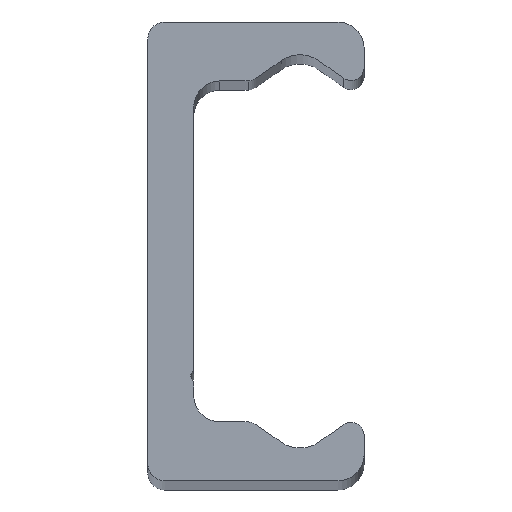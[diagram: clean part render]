
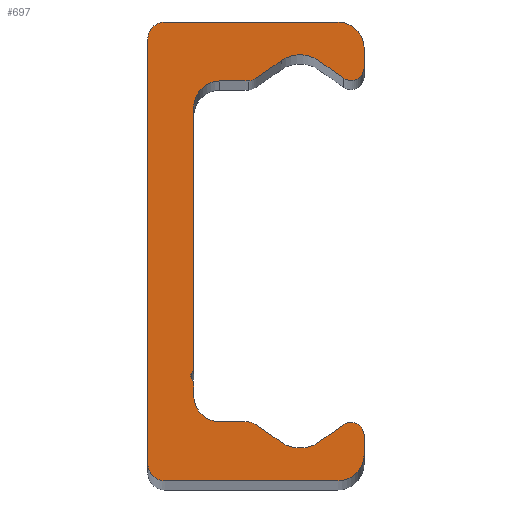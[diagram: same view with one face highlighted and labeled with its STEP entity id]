
A CAD part, top view. The second image highlights one B-rep face of the part: STEP entity #697.
In plain terms, the highlighted planar face has unit normal (0, 0, 1).
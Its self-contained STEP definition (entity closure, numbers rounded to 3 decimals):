
#34=VECTOR('',#829,1.);
#39=VECTOR('',#841,1.);
#43=VECTOR('',#852,1.);
#47=VECTOR('',#863,1.);
#51=VECTOR('',#874,1.);
#55=VECTOR('',#885,1.);
#59=VECTOR('',#896,1.);
#63=VECTOR('',#907,1.);
#67=VECTOR('',#918,1.);
#71=VECTOR('',#929,1.);
#75=VECTOR('',#940,1.);
#79=VECTOR('',#951,1.);
#83=VECTOR('',#962,1.);
#86=LINE('',#1014,#34);
#91=LINE('',#1029,#39);
#95=LINE('',#1041,#43);
#99=LINE('',#1053,#47);
#103=LINE('',#1065,#51);
#107=LINE('',#1077,#55);
#111=LINE('',#1089,#59);
#115=LINE('',#1101,#63);
#119=LINE('',#1113,#67);
#123=LINE('',#1125,#71);
#127=LINE('',#1137,#75);
#131=LINE('',#1149,#79);
#135=LINE('',#1161,#83);
#151=PLANE('',#776);
#173=VERTEX_POINT('',#1015);
#174=VERTEX_POINT('',#1016);
#177=VERTEX_POINT('',#1024);
#179=VERTEX_POINT('',#1030);
#181=VERTEX_POINT('',#1036);
#183=VERTEX_POINT('',#1042);
#185=VERTEX_POINT('',#1048);
#187=VERTEX_POINT('',#1054);
#189=VERTEX_POINT('',#1060);
#191=VERTEX_POINT('',#1066);
#193=VERTEX_POINT('',#1072);
#195=VERTEX_POINT('',#1078);
#197=VERTEX_POINT('',#1084);
#199=VERTEX_POINT('',#1090);
#201=VERTEX_POINT('',#1096);
#203=VERTEX_POINT('',#1102);
#205=VERTEX_POINT('',#1108);
#207=VERTEX_POINT('',#1114);
#209=VERTEX_POINT('',#1120);
#211=VERTEX_POINT('',#1126);
#213=VERTEX_POINT('',#1132);
#215=VERTEX_POINT('',#1138);
#217=VERTEX_POINT('',#1144);
#219=VERTEX_POINT('',#1150);
#221=VERTEX_POINT('',#1156);
#223=VERTEX_POINT('',#1162);
#240=CIRCLE('',#726,2.);
#242=CIRCLE('',#730,1.);
#244=CIRCLE('',#734,2.5);
#246=CIRCLE('',#738,1.);
#248=CIRCLE('',#742,2.);
#250=CIRCLE('',#746,0.5);
#252=CIRCLE('',#750,2.);
#254=CIRCLE('',#754,1.);
#256=CIRCLE('',#758,2.5);
#258=CIRCLE('',#762,1.);
#260=CIRCLE('',#766,2.);
#262=CIRCLE('',#770,1.3);
#264=CIRCLE('',#774,1.3);
#281=EDGE_CURVE('',#173,#174,#86,.T.);
#285=EDGE_CURVE('',#174,#177,#240,.T.);
#288=EDGE_CURVE('',#177,#179,#91,.T.);
#291=EDGE_CURVE('',#179,#181,#242,.T.);
#294=EDGE_CURVE('',#181,#183,#95,.T.);
#297=EDGE_CURVE('',#183,#185,#244,.T.);
#300=EDGE_CURVE('',#185,#187,#99,.T.);
#303=EDGE_CURVE('',#187,#189,#246,.T.);
#306=EDGE_CURVE('',#189,#191,#103,.T.);
#309=EDGE_CURVE('',#191,#193,#248,.T.);
#312=EDGE_CURVE('',#193,#195,#107,.T.);
#315=EDGE_CURVE('',#195,#197,#250,.T.);
#318=EDGE_CURVE('',#197,#199,#111,.T.);
#321=EDGE_CURVE('',#199,#201,#252,.T.);
#324=EDGE_CURVE('',#201,#203,#115,.T.);
#327=EDGE_CURVE('',#203,#205,#254,.T.);
#330=EDGE_CURVE('',#205,#207,#119,.T.);
#333=EDGE_CURVE('',#207,#209,#256,.T.);
#336=EDGE_CURVE('',#209,#211,#123,.T.);
#339=EDGE_CURVE('',#211,#213,#258,.T.);
#342=EDGE_CURVE('',#213,#215,#127,.T.);
#345=EDGE_CURVE('',#215,#217,#260,.T.);
#348=EDGE_CURVE('',#217,#219,#131,.T.);
#351=EDGE_CURVE('',#219,#221,#262,.T.);
#354=EDGE_CURVE('',#221,#223,#135,.T.);
#357=EDGE_CURVE('',#223,#173,#264,.T.);
#493=ORIENTED_EDGE('',*,*,#281,.F.);
#494=ORIENTED_EDGE('',*,*,#357,.F.);
#495=ORIENTED_EDGE('',*,*,#354,.F.);
#496=ORIENTED_EDGE('',*,*,#351,.F.);
#497=ORIENTED_EDGE('',*,*,#348,.F.);
#498=ORIENTED_EDGE('',*,*,#345,.F.);
#499=ORIENTED_EDGE('',*,*,#342,.F.);
#500=ORIENTED_EDGE('',*,*,#339,.F.);
#501=ORIENTED_EDGE('',*,*,#336,.F.);
#502=ORIENTED_EDGE('',*,*,#333,.F.);
#503=ORIENTED_EDGE('',*,*,#330,.F.);
#504=ORIENTED_EDGE('',*,*,#327,.F.);
#505=ORIENTED_EDGE('',*,*,#324,.F.);
#506=ORIENTED_EDGE('',*,*,#321,.F.);
#507=ORIENTED_EDGE('',*,*,#318,.F.);
#508=ORIENTED_EDGE('',*,*,#315,.F.);
#509=ORIENTED_EDGE('',*,*,#312,.F.);
#510=ORIENTED_EDGE('',*,*,#309,.F.);
#511=ORIENTED_EDGE('',*,*,#306,.F.);
#512=ORIENTED_EDGE('',*,*,#303,.F.);
#513=ORIENTED_EDGE('',*,*,#300,.F.);
#514=ORIENTED_EDGE('',*,*,#297,.F.);
#515=ORIENTED_EDGE('',*,*,#294,.F.);
#516=ORIENTED_EDGE('',*,*,#291,.F.);
#517=ORIENTED_EDGE('',*,*,#288,.F.);
#518=ORIENTED_EDGE('',*,*,#285,.F.);
#601=EDGE_LOOP('',(#493,#494,#495,#496,#497,#498,#499,#500,#501,#502,#503,
#504,#505,#506,#507,#508,#509,#510,#511,#512,#513,#514,#515,#516,#517,#518));
#659=FACE_BOUND('',#601,.T.);
#697=ADVANCED_FACE('',(#659),#151,.T.);
#726=AXIS2_PLACEMENT_3D('',#1023,#835,#836);
#730=AXIS2_PLACEMENT_3D('',#1035,#846,#847);
#734=AXIS2_PLACEMENT_3D('',#1047,#857,#858);
#738=AXIS2_PLACEMENT_3D('',#1059,#868,#869);
#742=AXIS2_PLACEMENT_3D('',#1071,#879,#880);
#746=AXIS2_PLACEMENT_3D('',#1083,#890,#891);
#750=AXIS2_PLACEMENT_3D('',#1095,#901,#902);
#754=AXIS2_PLACEMENT_3D('',#1107,#912,#913);
#758=AXIS2_PLACEMENT_3D('',#1119,#923,#924);
#762=AXIS2_PLACEMENT_3D('',#1131,#934,#935);
#766=AXIS2_PLACEMENT_3D('',#1143,#945,#946);
#770=AXIS2_PLACEMENT_3D('',#1155,#956,#957);
#774=AXIS2_PLACEMENT_3D('',#1167,#967,#968);
#776=AXIS2_PLACEMENT_3D('',#1169,#971,$);
#829=DIRECTION('',(1.,0.,0.));
#835=DIRECTION('',(0.,0.,-1.));
#836=DIRECTION('',(2.,0.,0.));
#841=DIRECTION('',(0.,-1.,0.));
#846=DIRECTION('',(0.,0.,-1.));
#847=DIRECTION('',(1.,0.,0.));
#852=DIRECTION('',(-0.819,0.574,0.));
#857=DIRECTION('',(0.,0.,1.));
#858=DIRECTION('',(2.5,0.,0.));
#863=DIRECTION('',(-0.819,-0.574,0.));
#868=DIRECTION('',(0.,0.,-1.));
#869=DIRECTION('',(1.,0.,0.));
#874=DIRECTION('',(-1.,0.,0.));
#879=DIRECTION('',(0.,0.,1.));
#880=DIRECTION('',(2.,0.,0.));
#885=DIRECTION('',(0.,-1.,0.));
#890=DIRECTION('',(0.,0.,1.));
#891=DIRECTION('',(0.5,0.,0.));
#896=DIRECTION('',(0.,-1.,0.));
#901=DIRECTION('',(0.,0.,1.));
#902=DIRECTION('',(2.,0.,0.));
#907=DIRECTION('',(1.,0.,0.));
#912=DIRECTION('',(0.,0.,-1.));
#913=DIRECTION('',(1.,0.,0.));
#918=DIRECTION('',(0.819,-0.574,0.));
#923=DIRECTION('',(0.,0.,1.));
#924=DIRECTION('',(2.5,0.,0.));
#929=DIRECTION('',(0.819,0.574,0.));
#934=DIRECTION('',(0.,0.,-1.));
#935=DIRECTION('',(1.,0.,0.));
#940=DIRECTION('',(0.,-1.,0.));
#945=DIRECTION('',(0.,0.,-1.));
#946=DIRECTION('',(2.,0.,0.));
#951=DIRECTION('',(-1.,0.,0.));
#956=DIRECTION('',(0.,0.,-1.));
#957=DIRECTION('',(1.3,0.,0.));
#962=DIRECTION('',(0.,1.,0.));
#967=DIRECTION('',(0.,0.,-1.));
#968=DIRECTION('',(1.3,0.,0.));
#971=DIRECTION('',(0.,0.,1.));
#1014=CARTESIAN_POINT('',(14.5,17.5,400.));
#1015=CARTESIAN_POINT('',(1.3,17.5,400.));
#1016=CARTESIAN_POINT('',(14.5,17.5,400.));
#1023=CARTESIAN_POINT('',(14.5,15.5,400.));
#1024=CARTESIAN_POINT('',(16.5,15.5,400.));
#1029=CARTESIAN_POINT('',(16.5,14.042,400.));
#1030=CARTESIAN_POINT('',(16.5,14.042,400.));
#1035=CARTESIAN_POINT('',(15.5,14.042,400.));
#1036=CARTESIAN_POINT('',(14.926,13.223,400.));
#1041=CARTESIAN_POINT('',(13.034,14.548,400.));
#1042=CARTESIAN_POINT('',(13.034,14.548,400.));
#1047=CARTESIAN_POINT('',(11.6,12.5,400.));
#1048=CARTESIAN_POINT('',(10.166,14.548,400.));
#1053=CARTESIAN_POINT('',(8.214,13.181,400.));
#1054=CARTESIAN_POINT('',(8.214,13.181,400.));
#1059=CARTESIAN_POINT('',(7.64,14.,400.));
#1060=CARTESIAN_POINT('',(7.64,13.,400.));
#1065=CARTESIAN_POINT('',(5.5,13.,400.));
#1066=CARTESIAN_POINT('',(5.5,13.,400.));
#1071=CARTESIAN_POINT('',(5.5,11.,400.));
#1072=CARTESIAN_POINT('',(3.5,11.,400.));
#1077=CARTESIAN_POINT('',(3.5,-9.067,400.));
#1078=CARTESIAN_POINT('',(3.5,-9.067,400.));
#1083=CARTESIAN_POINT('',(3.75,-9.5,400.));
#1084=CARTESIAN_POINT('',(3.5,-9.933,400.));
#1089=CARTESIAN_POINT('',(3.5,-11.,400.));
#1090=CARTESIAN_POINT('',(3.5,-11.,400.));
#1095=CARTESIAN_POINT('',(5.5,-11.,400.));
#1096=CARTESIAN_POINT('',(5.5,-13.,400.));
#1101=CARTESIAN_POINT('',(7.64,-13.,400.));
#1102=CARTESIAN_POINT('',(7.64,-13.,400.));
#1107=CARTESIAN_POINT('',(7.64,-14.,400.));
#1108=CARTESIAN_POINT('',(8.214,-13.181,400.));
#1113=CARTESIAN_POINT('',(10.166,-14.548,400.));
#1114=CARTESIAN_POINT('',(10.166,-14.548,400.));
#1119=CARTESIAN_POINT('',(11.6,-12.5,400.));
#1120=CARTESIAN_POINT('',(13.034,-14.548,400.));
#1125=CARTESIAN_POINT('',(14.926,-13.223,400.));
#1126=CARTESIAN_POINT('',(14.926,-13.223,400.));
#1131=CARTESIAN_POINT('',(15.5,-14.042,400.));
#1132=CARTESIAN_POINT('',(16.5,-14.042,400.));
#1137=CARTESIAN_POINT('',(16.5,-15.5,400.));
#1138=CARTESIAN_POINT('',(16.5,-15.5,400.));
#1143=CARTESIAN_POINT('',(14.5,-15.5,400.));
#1144=CARTESIAN_POINT('',(14.5,-17.5,400.));
#1149=CARTESIAN_POINT('',(1.3,-17.5,400.));
#1150=CARTESIAN_POINT('',(1.3,-17.5,400.));
#1155=CARTESIAN_POINT('',(1.3,-16.2,400.));
#1156=CARTESIAN_POINT('',(0.,-16.2,400.));
#1161=CARTESIAN_POINT('',(0.,16.2,400.));
#1162=CARTESIAN_POINT('',(0.,16.2,400.));
#1167=CARTESIAN_POINT('',(1.3,16.2,400.));
#1169=CARTESIAN_POINT('',(5.942,-0.014,400.));
